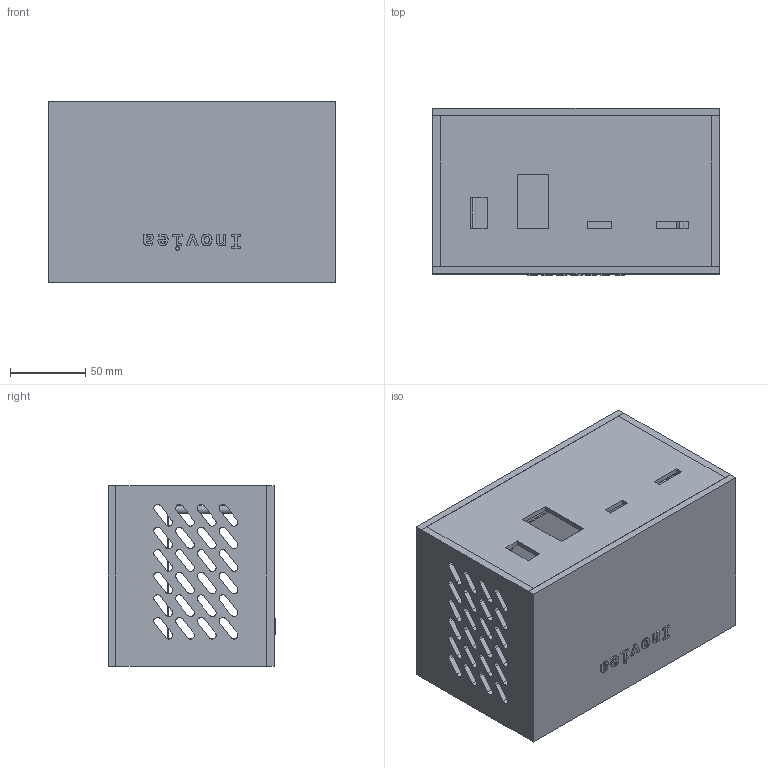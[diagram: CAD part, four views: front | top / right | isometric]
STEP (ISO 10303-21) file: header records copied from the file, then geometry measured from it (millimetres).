
FILE_DESCRIPTION (( 'STEP AP203' ), '1' );
FILE_NAME ('Updated housing assembly Part B.STEP', '2021-11-21T12:48:39', ( '' ), ( '' ), 'SwSTEP 2.0', 'SolidWorks 2020', '' );
FILE_SCHEMA (( 'CONFIG_CONTROL_DESIGN' ));
Length unit declared in the file: millimetre
Products named in the file (7): Rack mount part B; Top plate; Updated housing assembly Part B; Side RH part B; SIde LH part B; Side plate part B; Housing Front plate part B
Assembly tree (7 placements, depth 2):
  Updated housing assembly Part B
    Top plate
    SIde LH part B
    Side RH part B
    Side plate part B  x2
    Rack mount part B
    Housing Front plate part B
Bounding box: 190 x 111 x 120 mm (x, y, z)
Volume: 510756.7 mm3; surface area: 300575.7 mm2
Topology: 10 solids, 10 shells, 504 faces, 1379 edges, 918 vertices
Faces by surface type: plane 269, cylinder 200, bspline 35
Entity records: 14396 total; most frequent: CARTESIAN_POINT 4028, ORIENTED_EDGE 2014, DIRECTION 1899, EDGE_CURVE 1007, VECTOR 681, LINE 681, VERTEX_POINT 670, AXIS2_PLACEMENT_3D 609
